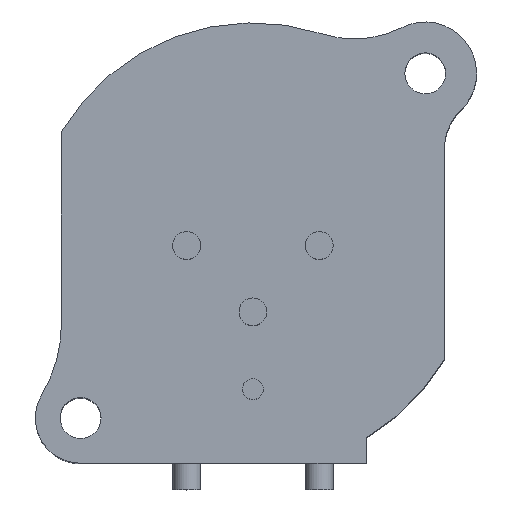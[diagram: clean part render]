
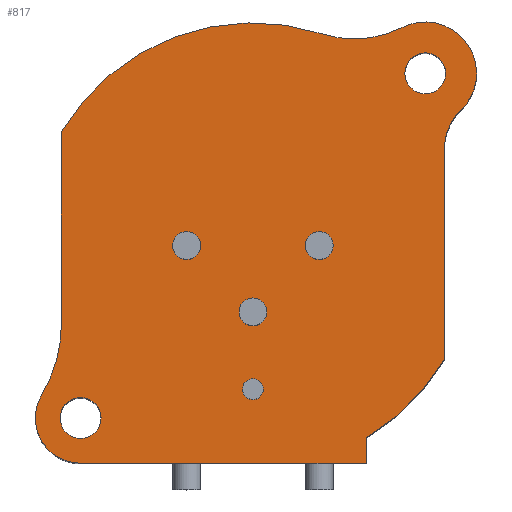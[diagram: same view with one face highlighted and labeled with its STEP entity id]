
A CAD part, top view. The second image highlights one B-rep face of the part: STEP entity #817.
In plain terms, the highlighted planar face has unit normal (0, 0, 1).
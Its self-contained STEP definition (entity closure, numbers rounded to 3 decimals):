
#99=CARTESIAN_POINT('',(9.9,9.9,24.));
#100=DIRECTION('',(0.,0.,-1.));
#101=DIRECTION('',(1.,0.,0.));
#102=AXIS2_PLACEMENT_3D('',#99,#100,#101);
#104=CARTESIAN_POINT('',(9.9,9.9,24.));
#105=DIRECTION('',(0.,0.,-1.));
#106=DIRECTION('',(-1.,0.,0.));
#107=AXIS2_PLACEMENT_3D('',#104,#105,#106);
#109=CARTESIAN_POINT('',(-9.9,-9.9,24.));
#110=DIRECTION('',(0.,0.,-1.));
#111=DIRECTION('',(1.,0.,0.));
#112=AXIS2_PLACEMENT_3D('',#109,#110,#111);
#114=CARTESIAN_POINT('',(-9.9,-9.9,24.));
#115=DIRECTION('',(0.,0.,-1.));
#116=DIRECTION('',(-1.,0.,0.));
#117=AXIS2_PLACEMENT_3D('',#114,#115,#116);
#119=DIRECTION('',(0.,-1.,0.));
#120=VECTOR('',#119,11.009);
#121=CARTESIAN_POINT('',(-11.,6.545,24.));
#122=LINE('',#121,#120);
#123=CARTESIAN_POINT('',(0.,0.,24.));
#124=DIRECTION('',(0.,0.,1.));
#125=DIRECTION('',(0.31,0.951,0.));
#126=AXIS2_PLACEMENT_3D('',#123,#124,#125);
#128=CARTESIAN_POINT('',(5.833,17.872,24.));
#129=DIRECTION('',(0.,0.,-1.));
#130=DIRECTION('',(0.454,-0.891,0.));
#131=AXIS2_PLACEMENT_3D('',#128,#129,#130);
#133=CARTESIAN_POINT('',(9.9,9.9,24.));
#134=DIRECTION('',(0.,0.,1.));
#135=DIRECTION('',(0.689,-0.725,0.));
#136=AXIS2_PLACEMENT_3D('',#133,#134,#135);
#138=CARTESIAN_POINT('',(14.,5.588,24.));
#139=DIRECTION('',(0.,0.,-1.));
#140=DIRECTION('',(-1.,0.,0.));
#141=AXIS2_PLACEMENT_3D('',#138,#139,#140);
#143=DIRECTION('',(0.,1.,0.));
#144=VECTOR('',#143,12.133);
#145=CARTESIAN_POINT('',(11.,-6.545,24.));
#146=LINE('',#145,#144);
#147=CARTESIAN_POINT('',(0.,0.,24.));
#148=DIRECTION('',(0.,0.,1.));
#149=DIRECTION('',(0.508,-0.861,0.));
#150=AXIS2_PLACEMENT_3D('',#147,#148,#149);
#152=DIRECTION('',(0.,1.,0.));
#153=VECTOR('',#152,1.473);
#154=CARTESIAN_POINT('',(6.5,-12.5,24.));
#155=LINE('',#154,#153);
#156=DIRECTION('',(1.,0.,0.));
#157=VECTOR('',#156,16.4);
#158=CARTESIAN_POINT('',(-9.9,-12.5,24.));
#159=LINE('',#158,#157);
#160=CARTESIAN_POINT('',(-9.9,-9.9,24.));
#161=DIRECTION('',(0.,0.,1.));
#162=DIRECTION('',(-0.858,0.513,0.));
#163=AXIS2_PLACEMENT_3D('',#160,#161,#162);
#165=CARTESIAN_POINT('',(-19.,-4.464,24.));
#166=DIRECTION('',(0.,0.,-1.));
#167=DIRECTION('',(1.,0.,0.));
#168=AXIS2_PLACEMENT_3D('',#165,#166,#167);
#170=CARTESIAN_POINT('',(-3.81,0.,24.));
#171=DIRECTION('',(0.,0.,1.));
#172=DIRECTION('',(1.,0.,0.));
#173=AXIS2_PLACEMENT_3D('',#170,#171,#172);
#175=CARTESIAN_POINT('',(-3.81,0.,24.));
#176=DIRECTION('',(0.,0.,1.));
#177=DIRECTION('',(-1.,0.,0.));
#178=AXIS2_PLACEMENT_3D('',#175,#176,#177);
#180=CARTESIAN_POINT('',(0.,-3.81,24.));
#181=DIRECTION('',(0.,0.,1.));
#182=DIRECTION('',(1.,0.,0.));
#183=AXIS2_PLACEMENT_3D('',#180,#181,#182);
#185=CARTESIAN_POINT('',(0.,-3.81,24.));
#186=DIRECTION('',(0.,0.,1.));
#187=DIRECTION('',(-1.,0.,0.));
#188=AXIS2_PLACEMENT_3D('',#185,#186,#187);
#190=CARTESIAN_POINT('',(3.81,0.,24.));
#191=DIRECTION('',(0.,0.,1.));
#192=DIRECTION('',(1.,0.,0.));
#193=AXIS2_PLACEMENT_3D('',#190,#191,#192);
#195=CARTESIAN_POINT('',(3.81,0.,24.));
#196=DIRECTION('',(0.,0.,1.));
#197=DIRECTION('',(-1.,0.,0.));
#198=AXIS2_PLACEMENT_3D('',#195,#196,#197);
#200=CARTESIAN_POINT('',(0.,-8.25,24.));
#201=DIRECTION('',(0.,0.,1.));
#202=DIRECTION('',(1.,0.,0.));
#203=AXIS2_PLACEMENT_3D('',#200,#201,#202);
#205=CARTESIAN_POINT('',(0.,-8.25,24.));
#206=DIRECTION('',(0.,0.,1.));
#207=DIRECTION('',(-1.,0.,0.));
#208=AXIS2_PLACEMENT_3D('',#205,#206,#207);
#536=CARTESIAN_POINT('',(-11.,6.545,24.));
#537=CARTESIAN_POINT('',(-11.,-4.464,24.));
#538=VERTEX_POINT('',#536);
#539=VERTEX_POINT('',#537);
#540=CARTESIAN_POINT('',(-12.132,-8.567,24.));
#541=CARTESIAN_POINT('',(-9.9,-12.5,24.));
#542=VERTEX_POINT('',#540);
#543=VERTEX_POINT('',#541);
#544=CARTESIAN_POINT('',(6.5,-12.5,24.));
#545=VERTEX_POINT('',#544);
#546=CARTESIAN_POINT('',(6.5,-11.027,24.));
#547=VERTEX_POINT('',#546);
#548=CARTESIAN_POINT('',(11.,-6.545,24.));
#549=CARTESIAN_POINT('',(11.,5.588,24.));
#550=VERTEX_POINT('',#548);
#551=VERTEX_POINT('',#549);
#552=CARTESIAN_POINT('',(11.933,7.762,24.));
#553=CARTESIAN_POINT('',(8.559,12.528,24.));
#554=VERTEX_POINT('',#552);
#555=VERTEX_POINT('',#553);
#556=CARTESIAN_POINT('',(3.971,12.168,24.));
#557=VERTEX_POINT('',#556);
#566=CARTESIAN_POINT('',(11.075,9.9,24.));
#567=CARTESIAN_POINT('',(8.725,9.9,24.));
#568=VERTEX_POINT('',#566);
#569=VERTEX_POINT('',#567);
#570=CARTESIAN_POINT('',(-8.725,-9.9,24.));
#571=CARTESIAN_POINT('',(-11.075,-9.9,24.));
#572=VERTEX_POINT('',#570);
#573=VERTEX_POINT('',#571);
#652=CARTESIAN_POINT('',(-3.01,0.,24.));
#653=CARTESIAN_POINT('',(-4.61,0.,24.));
#654=VERTEX_POINT('',#652);
#655=VERTEX_POINT('',#653);
#656=CARTESIAN_POINT('',(0.8,-3.81,24.));
#657=CARTESIAN_POINT('',(-0.8,-3.81,24.));
#658=VERTEX_POINT('',#656);
#659=VERTEX_POINT('',#657);
#660=CARTESIAN_POINT('',(4.61,0.,24.));
#661=CARTESIAN_POINT('',(3.01,0.,24.));
#662=VERTEX_POINT('',#660);
#663=VERTEX_POINT('',#661);
#664=CARTESIAN_POINT('',(0.6,-8.25,24.));
#665=CARTESIAN_POINT('',(-0.6,-8.25,24.));
#666=VERTEX_POINT('',#664);
#667=VERTEX_POINT('',#665);
#754=CARTESIAN_POINT('',(0.,0.,24.));
#755=DIRECTION('',(0.,0.,1.));
#756=DIRECTION('',(1.,0.,0.));
#757=AXIS2_PLACEMENT_3D('',#754,#755,#756);
#758=PLANE('',#757);
#760=ORIENTED_EDGE('',*,*,#759,.F.);
#762=ORIENTED_EDGE('',*,*,#761,.F.);
#764=ORIENTED_EDGE('',*,*,#763,.F.);
#766=ORIENTED_EDGE('',*,*,#765,.F.);
#768=ORIENTED_EDGE('',*,*,#767,.F.);
#770=ORIENTED_EDGE('',*,*,#769,.F.);
#772=ORIENTED_EDGE('',*,*,#771,.F.);
#774=ORIENTED_EDGE('',*,*,#773,.F.);
#776=ORIENTED_EDGE('',*,*,#775,.F.);
#778=ORIENTED_EDGE('',*,*,#777,.F.);
#780=ORIENTED_EDGE('',*,*,#779,.F.);
#781=EDGE_LOOP('',(#760,#762,#764,#766,#768,#770,#772,#774,#776,#778,#780));
#782=FACE_OUTER_BOUND('',#781,.F.);
#783=ORIENTED_EDGE('',*,*,#734,.F.);
#784=ORIENTED_EDGE('',*,*,#748,.F.);
#785=EDGE_LOOP('',(#783,#784));
#786=FACE_BOUND('',#785,.F.);
#788=ORIENTED_EDGE('',*,*,#787,.F.);
#790=ORIENTED_EDGE('',*,*,#789,.F.);
#791=EDGE_LOOP('',(#788,#790));
#792=FACE_BOUND('',#791,.F.);
#794=ORIENTED_EDGE('',*,*,#793,.T.);
#796=ORIENTED_EDGE('',*,*,#795,.T.);
#797=EDGE_LOOP('',(#794,#796));
#798=FACE_BOUND('',#797,.F.);
#800=ORIENTED_EDGE('',*,*,#799,.T.);
#802=ORIENTED_EDGE('',*,*,#801,.T.);
#803=EDGE_LOOP('',(#800,#802));
#804=FACE_BOUND('',#803,.F.);
#806=ORIENTED_EDGE('',*,*,#805,.T.);
#808=ORIENTED_EDGE('',*,*,#807,.T.);
#809=EDGE_LOOP('',(#806,#808));
#810=FACE_BOUND('',#809,.F.);
#812=ORIENTED_EDGE('',*,*,#811,.T.);
#814=ORIENTED_EDGE('',*,*,#813,.T.);
#815=EDGE_LOOP('',(#812,#814));
#816=FACE_BOUND('',#815,.F.);
#817=ADVANCED_FACE('',(#782,#786,#792,#798,#804,#810,#816),#758,.T.);
#103=CIRCLE('',#102,1.175);
#108=CIRCLE('',#107,1.175);
#113=CIRCLE('',#112,1.175);
#118=CIRCLE('',#117,1.175);
#127=CIRCLE('',#126,12.8);
#132=CIRCLE('',#131,6.);
#137=CIRCLE('',#136,2.95);
#142=CIRCLE('',#141,3.);
#151=CIRCLE('',#150,12.8);
#164=CIRCLE('',#163,2.6);
#169=CIRCLE('',#168,8.);
#174=CIRCLE('',#173,0.8);
#179=CIRCLE('',#178,0.8);
#184=CIRCLE('',#183,0.8);
#189=CIRCLE('',#188,0.8);
#194=CIRCLE('',#193,0.8);
#199=CIRCLE('',#198,0.8);
#204=CIRCLE('',#203,0.6);
#209=CIRCLE('',#208,0.6);
#734=EDGE_CURVE('',#568,#569,#103,.T.);
#748=EDGE_CURVE('',#569,#568,#108,.T.);
#759=EDGE_CURVE('',#538,#539,#122,.T.);
#761=EDGE_CURVE('',#557,#538,#127,.T.);
#763=EDGE_CURVE('',#555,#557,#132,.T.);
#765=EDGE_CURVE('',#554,#555,#137,.T.);
#767=EDGE_CURVE('',#551,#554,#142,.T.);
#769=EDGE_CURVE('',#550,#551,#146,.T.);
#771=EDGE_CURVE('',#547,#550,#151,.T.);
#773=EDGE_CURVE('',#545,#547,#155,.T.);
#775=EDGE_CURVE('',#543,#545,#159,.T.);
#777=EDGE_CURVE('',#542,#543,#164,.T.);
#779=EDGE_CURVE('',#539,#542,#169,.T.);
#787=EDGE_CURVE('',#572,#573,#113,.T.);
#789=EDGE_CURVE('',#573,#572,#118,.T.);
#793=EDGE_CURVE('',#654,#655,#174,.T.);
#795=EDGE_CURVE('',#655,#654,#179,.T.);
#799=EDGE_CURVE('',#658,#659,#184,.T.);
#801=EDGE_CURVE('',#659,#658,#189,.T.);
#805=EDGE_CURVE('',#662,#663,#194,.T.);
#807=EDGE_CURVE('',#663,#662,#199,.T.);
#811=EDGE_CURVE('',#666,#667,#204,.T.);
#813=EDGE_CURVE('',#667,#666,#209,.T.);
